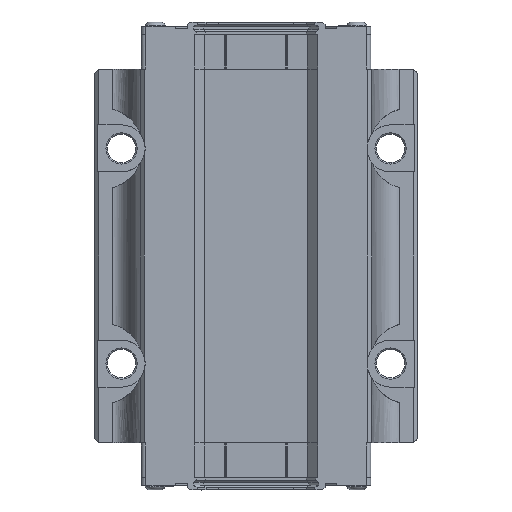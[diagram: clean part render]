
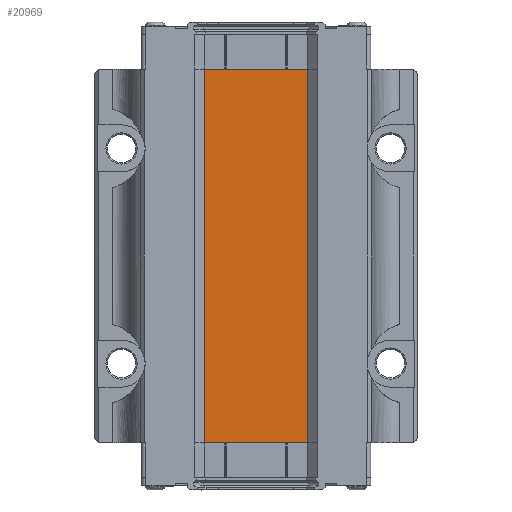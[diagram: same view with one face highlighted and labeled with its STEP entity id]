
A CAD part, front view. The second image highlights one B-rep face of the part: STEP entity #20969.
In plain terms, the highlighted planar face has unit normal (0, -1, 0).
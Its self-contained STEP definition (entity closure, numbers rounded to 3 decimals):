
#107=LINE('',#29977,#2427);
#117=LINE('',#30022,#2437);
#267=LINE('',#30429,#2587);
#302=LINE('',#30555,#2622);
#312=LINE('',#30600,#2632);
#481=LINE('',#31055,#2801);
#494=LINE('',#31137,#2814);
#495=LINE('',#31138,#2815);
#2427=VECTOR('',#23822,0.141);
#2437=VECTOR('',#23858,0.141);
#2587=VECTOR('',#24260,38.675);
#2622=VECTOR('',#24369,0.141);
#2632=VECTOR('',#24405,0.141);
#2801=VECTOR('',#24852,38.675);
#2814=VECTOR('',#24947,139.);
#2815=VECTOR('',#24948,139.);
#5442=FACE_OUTER_BOUND('',#6664,.T.);
#6664=EDGE_LOOP('',(#13987,#13988,#13989,#13990,#13991,#13992,#13993,#13994));
#8251=VERTEX_POINT('',#29974);
#8252=VERTEX_POINT('',#29976);
#8273=VERTEX_POINT('',#30019);
#8274=VERTEX_POINT('',#30021);
#8458=VERTEX_POINT('',#30552);
#8459=VERTEX_POINT('',#30554);
#8480=VERTEX_POINT('',#30597);
#8481=VERTEX_POINT('',#30599);
#10149=EDGE_CURVE('',#8251,#8252,#107,.T.);
#10171=EDGE_CURVE('',#8273,#8274,#117,.T.);
#10371=EDGE_CURVE('',#8252,#8273,#267,.T.);
#10429=EDGE_CURVE('',#8458,#8459,#302,.T.);
#10451=EDGE_CURVE('',#8480,#8481,#312,.T.);
#10673=EDGE_CURVE('',#8459,#8480,#481,.T.);
#10707=EDGE_CURVE('',#8481,#8251,#494,.T.);
#10708=EDGE_CURVE('',#8274,#8458,#495,.T.);
#13987=ORIENTED_EDGE('',*,*,#10149,.F.);
#13988=ORIENTED_EDGE('',*,*,#10707,.F.);
#13989=ORIENTED_EDGE('',*,*,#10451,.F.);
#13990=ORIENTED_EDGE('',*,*,#10673,.F.);
#13991=ORIENTED_EDGE('',*,*,#10429,.F.);
#13992=ORIENTED_EDGE('',*,*,#10708,.F.);
#13993=ORIENTED_EDGE('',*,*,#10171,.F.);
#13994=ORIENTED_EDGE('',*,*,#10371,.F.);
#18882=PLANE('',#22358);
#20969=ADVANCED_FACE('',(#5442),#18882,.F.);
#22358=AXIS2_PLACEMENT_3D('',#31136,#24945,#24946);
#23822=DIRECTION('',(1.,0.,0.));
#23858=DIRECTION('',(1.,0.,0.));
#24260=DIRECTION('',(1.,0.,0.));
#24369=DIRECTION('',(-1.,0.,0.));
#24405=DIRECTION('',(-1.,0.,0.));
#24852=DIRECTION('',(-1.,0.,0.));
#24945=DIRECTION('center_axis',(0.,1.,0.));
#24946=DIRECTION('ref_axis',(0.,0.,1.));
#24947=DIRECTION('',(0.,0.,1.));
#24948=DIRECTION('',(0.,0.,-1.));
#29974=CARTESIAN_POINT('',(-19.479,5.8,69.5));
#29976=CARTESIAN_POINT('',(-19.338,5.8,69.5));
#29977=CARTESIAN_POINT('',(19.479,5.8,69.5));
#30019=CARTESIAN_POINT('',(19.338,5.8,69.5));
#30021=CARTESIAN_POINT('',(19.479,5.8,69.5));
#30022=CARTESIAN_POINT('',(19.479,5.8,69.5));
#30429=CARTESIAN_POINT('',(19.479,5.8,69.5));
#30552=CARTESIAN_POINT('',(19.479,5.8,-69.5));
#30554=CARTESIAN_POINT('',(19.338,5.8,-69.5));
#30555=CARTESIAN_POINT('',(19.479,5.8,-69.5));
#30597=CARTESIAN_POINT('',(-19.338,5.8,-69.5));
#30599=CARTESIAN_POINT('',(-19.479,5.8,-69.5));
#30600=CARTESIAN_POINT('',(19.479,5.8,-69.5));
#31055=CARTESIAN_POINT('',(19.479,5.8,-69.5));
#31136=CARTESIAN_POINT('Origin',(19.479,5.8,69.5));
#31137=CARTESIAN_POINT('',(-19.479,5.8,69.5));
#31138=CARTESIAN_POINT('',(19.479,5.8,69.5));
